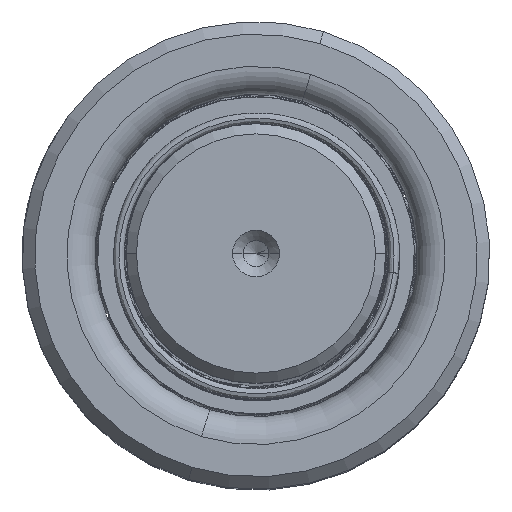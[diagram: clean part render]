
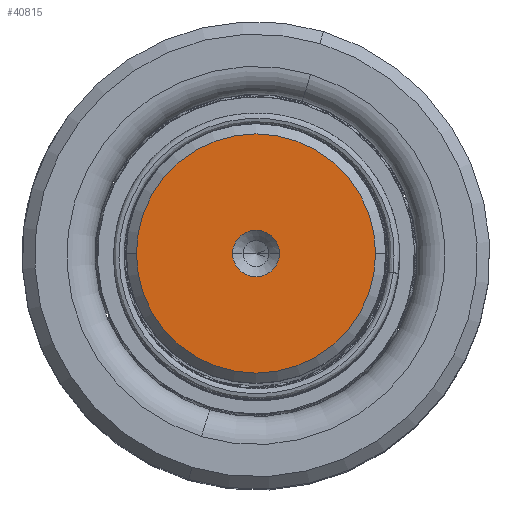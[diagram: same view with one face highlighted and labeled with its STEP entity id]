
A CAD part, top view. The second image highlights one B-rep face of the part: STEP entity #40815.
In plain terms, the highlighted planar face has unit normal (0, 0, 1).
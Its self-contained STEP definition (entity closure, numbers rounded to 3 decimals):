
#1061 = DIRECTION ( 'NONE',  ( 0., 0., 1. ) ) ;
#2353 = EDGE_LOOP ( 'NONE', ( #15756, #21039 ) ) ;
#3020 = CARTESIAN_POINT ( 'NONE',  ( 0., 0., 170. ) ) ;
#4631 = DIRECTION ( 'NONE',  ( 1., 0., 0. ) ) ;
#6556 = CARTESIAN_POINT ( 'NONE',  ( 0., 0., 170. ) ) ;
#7638 = PLANE ( 'NONE',  #11944 ) ;
#8493 = EDGE_CURVE ( 'NONE', #44548, #36469, #20359, .T. ) ;
#11491 = AXIS2_PLACEMENT_3D ( 'NONE', #45571, #1061, #4631 ) ;
#11944 = AXIS2_PLACEMENT_3D ( 'NONE', #3020, #40110, #23439 ) ;
#12343 = CARTESIAN_POINT ( 'NONE',  ( 0., 0., 170. ) ) ;
#12684 = DIRECTION ( 'NONE',  ( 0., 0., 1. ) ) ;
#12834 = DIRECTION ( 'NONE',  ( 1., 0., 0. ) ) ;
#13170 = AXIS2_PLACEMENT_3D ( 'NONE', #45454, #33223, #12834 ) ;
#15756 = ORIENTED_EDGE ( 'NONE', *, *, #25308, .F. ) ;
#20186 = VERTEX_POINT ( 'NONE', #32316 ) ;
#20359 = CIRCLE ( 'NONE', #13170, 11.509 ) ;
#20858 = CIRCLE ( 'NONE', #49747, 2.25 ) ;
#20899 = EDGE_CURVE ( 'NONE', #36469, #44548, #50971, .T. ) ;
#21039 = ORIENTED_EDGE ( 'NONE', *, *, #30932, .F. ) ;
#23256 = AXIS2_PLACEMENT_3D ( 'NONE', #12343, #12684, #40759 ) ;
#23439 = DIRECTION ( 'NONE',  ( 1., 0., 0. ) ) ;
#24509 = CARTESIAN_POINT ( 'NONE',  ( 11.509, 0., 170. ) ) ;
#25308 = EDGE_CURVE ( 'NONE', #33271, #20186, #20858, .T. ) ;
#25902 = CARTESIAN_POINT ( 'NONE',  ( 2.25, 0., 170. ) ) ;
#29347 = EDGE_LOOP ( 'NONE', ( #39866, #39649 ) ) ;
#30932 = EDGE_CURVE ( 'NONE', #20186, #33271, #31904, .T. ) ;
#31904 = CIRCLE ( 'NONE', #11491, 2.25 ) ;
#32316 = CARTESIAN_POINT ( 'NONE',  ( -2.25, 0., 170. ) ) ;
#33223 = DIRECTION ( 'NONE',  ( 0., 0., 1. ) ) ;
#33271 = VERTEX_POINT ( 'NONE', #25902 ) ;
#36469 = VERTEX_POINT ( 'NONE', #50564 ) ;
#39649 = ORIENTED_EDGE ( 'NONE', *, *, #8493, .T. ) ;
#39866 = ORIENTED_EDGE ( 'NONE', *, *, #20899, .T. ) ;
#40110 = DIRECTION ( 'NONE',  ( 0., 0., 1. ) ) ;
#40759 = DIRECTION ( 'NONE',  ( 1., 0., 0. ) ) ;
#40815 = ADVANCED_FACE ( 'NONE', ( #51737, #47950 ), #7638, .T. ) ;
#44548 = VERTEX_POINT ( 'NONE', #24509 ) ;
#45454 = CARTESIAN_POINT ( 'NONE',  ( 0., 0., 170. ) ) ;
#45571 = CARTESIAN_POINT ( 'NONE',  ( 0., 0., 170. ) ) ;
#46436 = DIRECTION ( 'NONE',  ( 0., 0., 1. ) ) ;
#47950 = FACE_OUTER_BOUND ( 'NONE', #29347, .T. ) ;
#49747 = AXIS2_PLACEMENT_3D ( 'NONE', #6556, #46436, #50501 ) ;
#50501 = DIRECTION ( 'NONE',  ( 1., 0., 0. ) ) ;
#50564 = CARTESIAN_POINT ( 'NONE',  ( -11.509, 0., 170. ) ) ;
#50971 = CIRCLE ( 'NONE', #23256, 11.509 ) ;
#51737 = FACE_BOUND ( 'NONE', #2353, .T. ) ;
